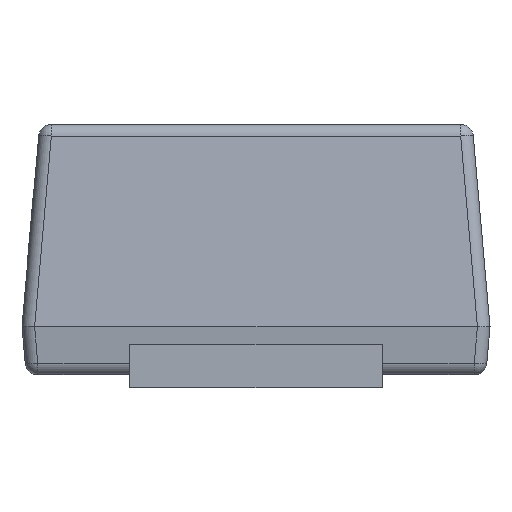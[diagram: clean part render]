
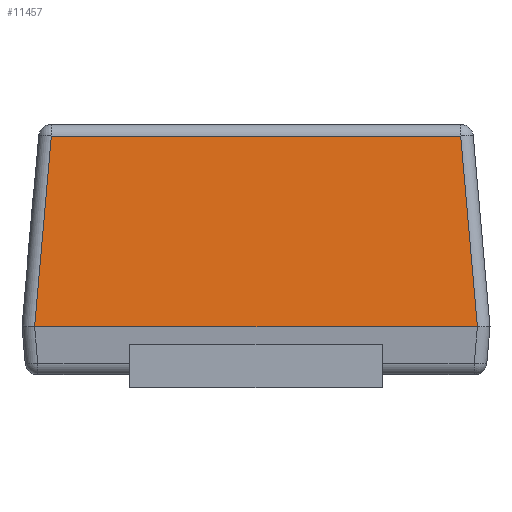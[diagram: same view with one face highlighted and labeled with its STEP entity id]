
A CAD part, left-side view. The second image highlights one B-rep face of the part: STEP entity #11457.
In plain terms, the highlighted planar face has unit normal (-0.996, 0, 0.087).
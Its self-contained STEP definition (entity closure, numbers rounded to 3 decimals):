
#204 = EDGE_LOOP ( 'NONE', ( #12591, #4579, #12062, #2603 ) ) ;
#1172 = DIRECTION ( 'NONE',  ( -0.087, 0.087, -0.992 ) ) ;
#1598 = VECTOR ( 'NONE', #4662, 1000. ) ;
#1649 = CARTESIAN_POINT ( 'NONE',  ( -1.5, 0.925, 0. ) ) ;
#2283 = EDGE_CURVE ( 'NONE', #5080, #11940, #3796, .T. ) ;
#2603 = ORIENTED_EDGE ( 'NONE', *, *, #3002, .T. ) ;
#2830 = VERTEX_POINT ( 'NONE', #3499 ) ;
#3002 = EDGE_CURVE ( 'NONE', #6582, #5080, #7925, .T. ) ;
#3264 = VECTOR ( 'NONE', #12846, 1000. ) ;
#3499 = CARTESIAN_POINT ( 'NONE',  ( -1.5, 0.875, 0. ) ) ;
#3646 = AXIS2_PLACEMENT_3D ( 'NONE', #1649, #11782, #5753 ) ;
#3796 = LINE ( 'NONE', #6508, #1598 ) ;
#4388 = CARTESIAN_POINT ( 'NONE',  ( -1.5, 0.876, -0.004 ) ) ;
#4579 = ORIENTED_EDGE ( 'NONE', *, *, #9899, .T. ) ;
#4662 = DIRECTION ( 'NONE',  ( 0., 1., 0. ) ) ;
#4751 = LINE ( 'NONE', #8826, #3264 ) ;
#5046 = VECTOR ( 'NONE', #12535, 1000. ) ;
#5080 = VERTEX_POINT ( 'NONE', #8704 ) ;
#5209 = LINE ( 'NONE', #4388, #13018 ) ;
#5560 = PLANE ( 'NONE',  #3646 ) ;
#5753 = DIRECTION ( 'NONE',  ( 0.087, 0., 0.996 ) ) ;
#6194 = CARTESIAN_POINT ( 'NONE',  ( -1.434, 0.809, 0.754 ) ) ;
#6508 = CARTESIAN_POINT ( 'NONE',  ( -1.434, 0.855, 0.754 ) ) ;
#6582 = VERTEX_POINT ( 'NONE', #9451 ) ;
#7925 = LINE ( 'NONE', #11944, #5046 ) ;
#8704 = CARTESIAN_POINT ( 'NONE',  ( -1.434, -0.809, 0.754 ) ) ;
#8826 = CARTESIAN_POINT ( 'NONE',  ( -1.5, 0.925, 0. ) ) ;
#9451 = CARTESIAN_POINT ( 'NONE',  ( -1.5, -0.875, 0. ) ) ;
#9899 = EDGE_CURVE ( 'NONE', #11940, #2830, #5209, .T. ) ;
#11457 = ADVANCED_FACE ( 'NONE', ( #12578 ), #5560, .T. ) ;
#11782 = DIRECTION ( 'NONE',  ( -0.996, 0., 0.087 ) ) ;
#11940 = VERTEX_POINT ( 'NONE', #6194 ) ;
#11944 = CARTESIAN_POINT ( 'NONE',  ( -1.486, -0.862, 0.155 ) ) ;
#12062 = ORIENTED_EDGE ( 'NONE', *, *, #12767, .T. ) ;
#12535 = DIRECTION ( 'NONE',  ( 0.087, 0.087, 0.992 ) ) ;
#12578 = FACE_OUTER_BOUND ( 'NONE', #204, .T. ) ;
#12591 = ORIENTED_EDGE ( 'NONE', *, *, #2283, .T. ) ;
#12767 = EDGE_CURVE ( 'NONE', #2830, #6582, #4751, .T. ) ;
#12846 = DIRECTION ( 'NONE',  ( 0., -1., 0. ) ) ;
#13018 = VECTOR ( 'NONE', #1172, 1000. ) ;
